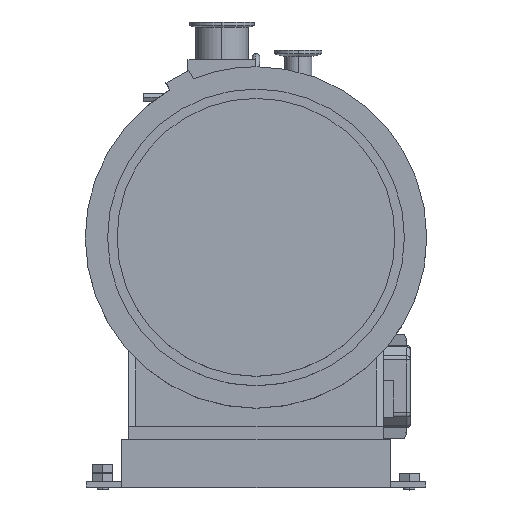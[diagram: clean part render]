
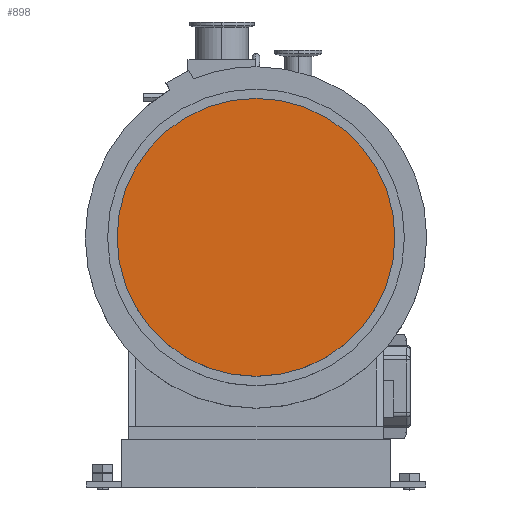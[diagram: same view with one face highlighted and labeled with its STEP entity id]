
A CAD part, top view. The second image highlights one B-rep face of the part: STEP entity #898.
In plain terms, the highlighted planar face has unit normal (0, 0, 1).
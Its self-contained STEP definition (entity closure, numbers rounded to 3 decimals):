
#496 = EDGE_CURVE ( 'NONE', #497, #498, #2553, .T. ) ;
#497 = VERTEX_POINT ( 'NONE', #2554 ) ;
#498 = VERTEX_POINT ( 'NONE', #2640 ) ;
#884 = ORIENTED_EDGE ( 'NONE', *, *, #917, .T. ) ;
#885 = ORIENTED_EDGE ( 'NONE', *, *, #496, .T. ) ;
#898 = ADVANCED_FACE ( 'NONE', ( #3166 ), #3165, .T. ) ;
#899 = EDGE_LOOP ( 'NONE', ( #884, #885 ) ) ;
#917 = EDGE_CURVE ( 'NONE', #498, #497, #3357, .T. ) ;
#2550 = DIRECTION ( 'NONE',  ( 1., 0., 0. ) ) ;
#2551 = DIRECTION ( 'NONE',  ( 0., 0., 1. ) ) ;
#2552 = AXIS2_PLACEMENT_3D ( 'NONE', #2559, #2551, #2550 ) ;
#2553 = CIRCLE ( 'NONE', #2552, 118. ) ;
#2554 = CARTESIAN_POINT ( 'NONE',  ( 118., 0., 117.1 ) ) ;
#2559 = CARTESIAN_POINT ( 'NONE',  ( 0., 0., 117.1 ) ) ;
#2640 = CARTESIAN_POINT ( 'NONE',  ( -118., 0., 117.1 ) ) ;
#3161 = DIRECTION ( 'NONE',  ( 1., 0., 0. ) ) ;
#3162 = DIRECTION ( 'NONE',  ( 0., 0., 1. ) ) ;
#3163 = CARTESIAN_POINT ( 'NONE',  ( 0., 0., 117.1 ) ) ;
#3164 = AXIS2_PLACEMENT_3D ( 'NONE', #3163, #3162, #3161 ) ;
#3165 = PLANE ( 'NONE',  #3164 ) ;
#3166 = FACE_OUTER_BOUND ( 'NONE', #899, .T. ) ;
#3354 = DIRECTION ( 'NONE',  ( 1., 0., 0. ) ) ;
#3355 = DIRECTION ( 'NONE',  ( 0., 0., 1. ) ) ;
#3356 = AXIS2_PLACEMENT_3D ( 'NONE', #3362, #3355, #3354 ) ;
#3357 = CIRCLE ( 'NONE', #3356, 118. ) ;
#3362 = CARTESIAN_POINT ( 'NONE',  ( 0., 0., 117.1 ) ) ;
